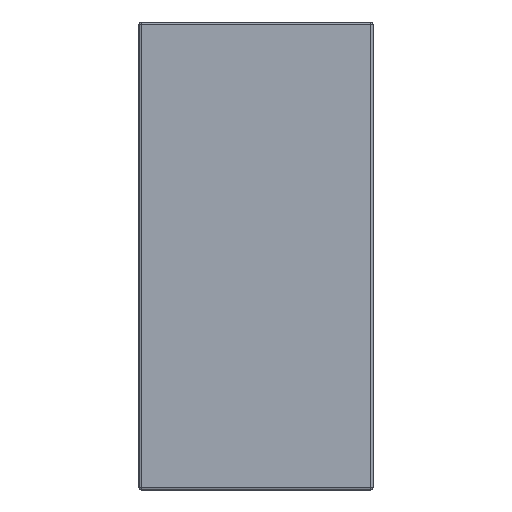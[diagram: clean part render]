
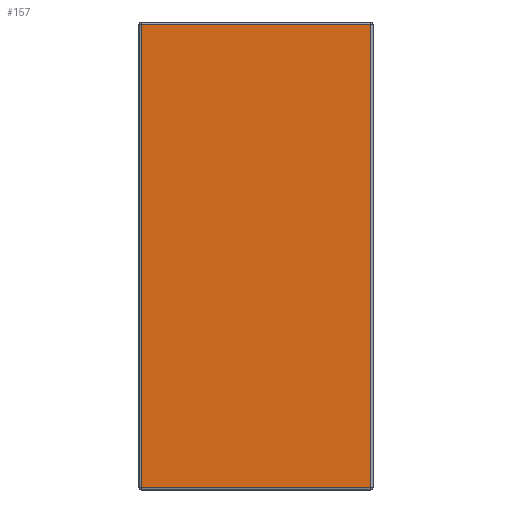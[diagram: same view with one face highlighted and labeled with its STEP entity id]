
A CAD part, left-side view. The second image highlights one B-rep face of the part: STEP entity #157.
In plain terms, the highlighted planar face has unit normal (-1, 0, 0).
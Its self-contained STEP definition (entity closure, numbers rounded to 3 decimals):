
#77 = VECTOR ( 'NONE', #1811, 1000. ) ;
#99 = DIRECTION ( 'NONE',  ( -1., 0., 0. ) ) ;
#114 = CARTESIAN_POINT ( 'NONE',  ( -4.7, 0., 2. ) ) ;
#157 = ADVANCED_FACE ( 'NONE', ( #1399 ), #1573, .T. ) ;
#194 = CARTESIAN_POINT ( 'NONE',  ( -4.7, 0.99, 0.01 ) ) ;
#299 = LINE ( 'NONE', #1607, #1891 ) ;
#330 = ORIENTED_EDGE ( 'NONE', *, *, #1019, .T. ) ;
#379 = CARTESIAN_POINT ( 'NONE',  ( -4.7, 0.01, 2. ) ) ;
#390 = VERTEX_POINT ( 'NONE', #1243 ) ;
#418 = CARTESIAN_POINT ( 'NONE',  ( -4.7, 0.01, 0.01 ) ) ;
#443 = DIRECTION ( 'NONE',  ( 0., 1., 0. ) ) ;
#607 = VERTEX_POINT ( 'NONE', #418 ) ;
#671 = VERTEX_POINT ( 'NONE', #194 ) ;
#693 = DIRECTION ( 'NONE',  ( 0., -1., 0. ) ) ;
#703 = VECTOR ( 'NONE', #1933, 1000. ) ;
#728 = ORIENTED_EDGE ( 'NONE', *, *, #810, .T. ) ;
#740 = CARTESIAN_POINT ( 'NONE',  ( -4.7, 0.99, 2. ) ) ;
#810 = EDGE_CURVE ( 'NONE', #1291, #671, #1276, .T. ) ;
#886 = CARTESIAN_POINT ( 'NONE',  ( -4.7, 0.99, 1.99 ) ) ;
#929 = EDGE_CURVE ( 'NONE', #390, #1291, #1239, .T. ) ;
#1019 = EDGE_CURVE ( 'NONE', #607, #390, #1523, .T. ) ;
#1117 = EDGE_CURVE ( 'NONE', #671, #607, #299, .T. ) ;
#1239 = LINE ( 'NONE', #1360, #2011 ) ;
#1243 = CARTESIAN_POINT ( 'NONE',  ( -4.7, 0.01, 1.99 ) ) ;
#1276 = LINE ( 'NONE', #740, #77 ) ;
#1291 = VERTEX_POINT ( 'NONE', #886 ) ;
#1360 = CARTESIAN_POINT ( 'NONE',  ( -4.7, 1., 1.99 ) ) ;
#1399 = FACE_OUTER_BOUND ( 'NONE', #1899, .T. ) ;
#1440 = ORIENTED_EDGE ( 'NONE', *, *, #1117, .T. ) ;
#1523 = LINE ( 'NONE', #379, #703 ) ;
#1548 = ORIENTED_EDGE ( 'NONE', *, *, #929, .T. ) ;
#1573 = PLANE ( 'NONE',  #1835 ) ;
#1600 = DIRECTION ( 'NONE',  ( 0., 0., 1. ) ) ;
#1607 = CARTESIAN_POINT ( 'NONE',  ( -4.7, 0., 0.01 ) ) ;
#1811 = DIRECTION ( 'NONE',  ( 0., 0., -1. ) ) ;
#1835 = AXIS2_PLACEMENT_3D ( 'NONE', #114, #99, #1600 ) ;
#1891 = VECTOR ( 'NONE', #693, 1000. ) ;
#1899 = EDGE_LOOP ( 'NONE', ( #1440, #330, #1548, #728 ) ) ;
#1933 = DIRECTION ( 'NONE',  ( 0., 0., 1. ) ) ;
#2011 = VECTOR ( 'NONE', #443, 1000. ) ;
